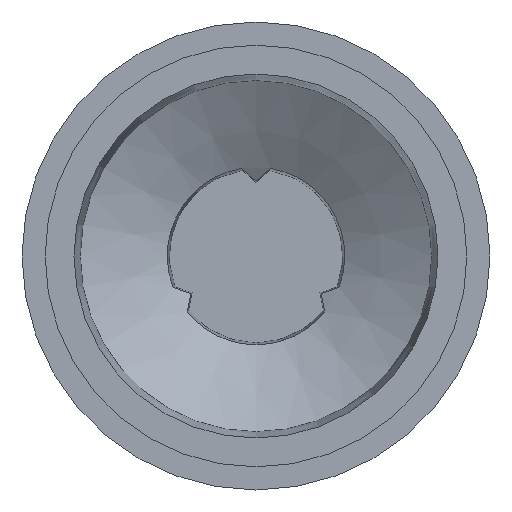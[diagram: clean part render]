
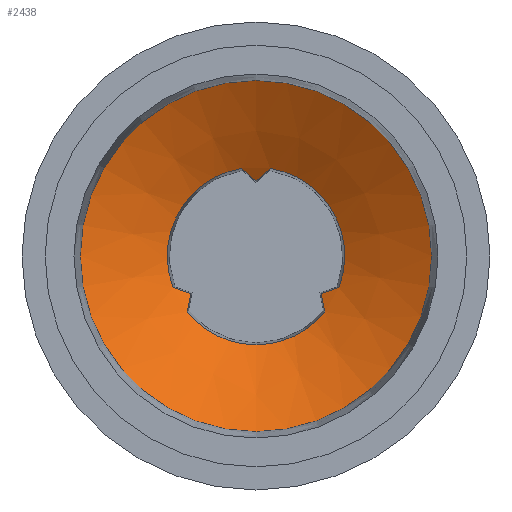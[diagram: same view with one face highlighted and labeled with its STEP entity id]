
A CAD part, front view. The second image highlights one B-rep face of the part: STEP entity #2438.
In plain terms, the highlighted conical face has half-angle 60 degrees and reference radius 4.576 mm.
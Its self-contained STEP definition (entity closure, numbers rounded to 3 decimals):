
#91=(
BOUNDED_CURVE()
B_SPLINE_CURVE(2,(#4196,#4197,#4198),.UNSPECIFIED.,.F.,.F.)
B_SPLINE_CURVE_WITH_KNOTS((3,3),(0.02,0.072),
 .UNSPECIFIED.)
CURVE()
GEOMETRIC_REPRESENTATION_ITEM()
RATIONAL_B_SPLINE_CURVE((1.048,1.108,1.155))
REPRESENTATION_ITEM('')
);
#93=(
BOUNDED_CURVE()
B_SPLINE_CURVE(2,(#4208,#4209,#4210),.UNSPECIFIED.,.F.,.F.)
B_SPLINE_CURVE_WITH_KNOTS((3,3),(0.484,0.536),
 .UNSPECIFIED.)
CURVE()
GEOMETRIC_REPRESENTATION_ITEM()
RATIONAL_B_SPLINE_CURVE((1.155,1.108,1.048))
REPRESENTATION_ITEM('')
);
#95=(
BOUNDED_CURVE()
B_SPLINE_CURVE(2,(#4219,#4220,#4221),.UNSPECIFIED.,.F.,.F.)
B_SPLINE_CURVE_WITH_KNOTS((3,3),(0.484,0.536),
 .UNSPECIFIED.)
CURVE()
GEOMETRIC_REPRESENTATION_ITEM()
RATIONAL_B_SPLINE_CURVE((1.155,1.108,1.048))
REPRESENTATION_ITEM('')
);
#97=(
BOUNDED_CURVE()
B_SPLINE_CURVE(2,(#4231,#4232,#4233),.UNSPECIFIED.,.F.,.F.)
B_SPLINE_CURVE_WITH_KNOTS((3,3),(0.02,0.072),
 .UNSPECIFIED.)
CURVE()
GEOMETRIC_REPRESENTATION_ITEM()
RATIONAL_B_SPLINE_CURVE((1.048,1.108,1.155))
REPRESENTATION_ITEM('')
);
#99=(
BOUNDED_CURVE()
B_SPLINE_CURVE(2,(#4242,#4243,#4244),.UNSPECIFIED.,.F.,.F.)
B_SPLINE_CURVE_WITH_KNOTS((3,3),(0.484,0.536),
 .UNSPECIFIED.)
CURVE()
GEOMETRIC_REPRESENTATION_ITEM()
RATIONAL_B_SPLINE_CURVE((1.155,1.108,1.048))
REPRESENTATION_ITEM('')
);
#101=(
BOUNDED_CURVE()
B_SPLINE_CURVE(2,(#4254,#4255,#4256),.UNSPECIFIED.,.F.,.F.)
B_SPLINE_CURVE_WITH_KNOTS((3,3),(0.02,0.072),
 .UNSPECIFIED.)
CURVE()
GEOMETRIC_REPRESENTATION_ITEM()
RATIONAL_B_SPLINE_CURVE((1.048,1.108,1.155))
REPRESENTATION_ITEM('')
);
#129=CONICAL_SURFACE('',#2713,4.576,1.047);
#349=FACE_OUTER_BOUND('',#474,.T.);
#474=EDGE_LOOP('',(#2085,#2086,#2087,#2088,#2089,#2090,#2091,#2092,#2093,
#2094,#2095,#2096,#2097));
#568=CIRCLE('',#2714,3.07);
#569=CIRCLE('',#2715,3.07);
#570=CIRCLE('',#2716,3.07);
#571=CIRCLE('',#2717,3.07);
#572=CIRCLE('',#2718,6.081);
#700=LINE('',#4269,#831);
#831=VECTOR('',#3357,4.576);
#1054=VERTEX_POINT('',#4194);
#1055=VERTEX_POINT('',#4195);
#1058=VERTEX_POINT('',#4207);
#1060=VERTEX_POINT('',#4217);
#1061=VERTEX_POINT('',#4218);
#1064=VERTEX_POINT('',#4230);
#1066=VERTEX_POINT('',#4240);
#1067=VERTEX_POINT('',#4241);
#1070=VERTEX_POINT('',#4253);
#1072=VERTEX_POINT('',#4263);
#1073=VERTEX_POINT('',#4268);
#1399=EDGE_CURVE('',#1054,#1055,#91,.T.);
#1403=EDGE_CURVE('',#1055,#1058,#93,.T.);
#1406=EDGE_CURVE('',#1060,#1061,#95,.T.);
#1410=EDGE_CURVE('',#1064,#1060,#97,.T.);
#1413=EDGE_CURVE('',#1066,#1067,#99,.T.);
#1417=EDGE_CURVE('',#1070,#1066,#101,.T.);
#1420=EDGE_CURVE('',#1061,#1072,#568,.T.);
#1421=EDGE_CURVE('',#1067,#1064,#569,.T.);
#1422=EDGE_CURVE('',#1058,#1070,#570,.T.);
#1423=EDGE_CURVE('',#1072,#1054,#571,.T.);
#1424=EDGE_CURVE('',#1072,#1073,#700,.T.);
#1425=EDGE_CURVE('',#1073,#1073,#572,.T.);
#2085=ORIENTED_EDGE('',*,*,#1420,.F.);
#2086=ORIENTED_EDGE('',*,*,#1406,.F.);
#2087=ORIENTED_EDGE('',*,*,#1410,.F.);
#2088=ORIENTED_EDGE('',*,*,#1421,.F.);
#2089=ORIENTED_EDGE('',*,*,#1413,.F.);
#2090=ORIENTED_EDGE('',*,*,#1417,.F.);
#2091=ORIENTED_EDGE('',*,*,#1422,.F.);
#2092=ORIENTED_EDGE('',*,*,#1403,.F.);
#2093=ORIENTED_EDGE('',*,*,#1399,.F.);
#2094=ORIENTED_EDGE('',*,*,#1423,.F.);
#2095=ORIENTED_EDGE('',*,*,#1424,.T.);
#2096=ORIENTED_EDGE('',*,*,#1425,.T.);
#2097=ORIENTED_EDGE('',*,*,#1424,.F.);
#2438=ADVANCED_FACE('',(#349),#129,.F.);
#2713=AXIS2_PLACEMENT_3D('',#4262,#3347,#3348);
#2714=AXIS2_PLACEMENT_3D('',#4264,#3349,#3350);
#2715=AXIS2_PLACEMENT_3D('',#4265,#3351,#3352);
#2716=AXIS2_PLACEMENT_3D('',#4266,#3353,#3354);
#2717=AXIS2_PLACEMENT_3D('',#4267,#3355,#3356);
#2718=AXIS2_PLACEMENT_3D('',#4270,#3358,#3359);
#3347=DIRECTION('center_axis',(0.,-1.,0.));
#3348=DIRECTION('ref_axis',(0.,0.,
1.));
#3349=DIRECTION('center_axis',(0.,-1.,0.));
#3350=DIRECTION('ref_axis',(1.,0.,0.));
#3351=DIRECTION('center_axis',(0.,-1.,0.));
#3352=DIRECTION('ref_axis',(1.,0.,0.));
#3353=DIRECTION('center_axis',(0.,-1.,0.));
#3354=DIRECTION('ref_axis',(1.,0.,0.));
#3355=DIRECTION('center_axis',(0.,-1.,0.));
#3356=DIRECTION('ref_axis',(1.,0.,0.));
#3357=DIRECTION('',(0.,-0.5,-0.866));
#3358=DIRECTION('center_axis',(0.,-1.,0.));
#3359=DIRECTION('ref_axis',(1.,0.,0.));
#4194=CARTESIAN_POINT('',(-1.385,-3.316,-13.199));
#4195=CARTESIAN_POINT('',(-1.511,-3.047,-12.562));
#4196=CARTESIAN_POINT('Ctrl Pts',(-1.385,-3.316,-13.199));
#4197=CARTESIAN_POINT('Ctrl Pts',(-1.453,-3.16,-12.855));
#4198=CARTESIAN_POINT('Ctrl Pts',(-1.511,-3.047,-12.562));
#4207=CARTESIAN_POINT('',(-0.896,-3.316,-12.354));
#4208=CARTESIAN_POINT('Ctrl Pts',(-1.511,-3.047,-12.562));
#4209=CARTESIAN_POINT('Ctrl Pts',(-1.229,-3.16,-12.467));
#4210=CARTESIAN_POINT('Ctrl Pts',(-0.896,-3.316,
-12.354));
#4217=CARTESIAN_POINT('',(-6.02,-3.047,-12.562));
#4218=CARTESIAN_POINT('',(-6.147,-3.316,-13.199));
#4219=CARTESIAN_POINT('Ctrl Pts',(-6.02,-3.047,-12.562));
#4220=CARTESIAN_POINT('Ctrl Pts',(-6.078,-3.16,-12.855));
#4221=CARTESIAN_POINT('Ctrl Pts',(-6.147,-3.316,-13.199));
#4230=CARTESIAN_POINT('',(-6.635,-3.316,-12.354));
#4231=CARTESIAN_POINT('Ctrl Pts',(-6.635,-3.316,-12.354));
#4232=CARTESIAN_POINT('Ctrl Pts',(-6.302,-3.16,-12.467));
#4233=CARTESIAN_POINT('Ctrl Pts',(-6.02,-3.047,-12.562));
#4240=CARTESIAN_POINT('',(-3.766,-3.047,-8.658));
#4241=CARTESIAN_POINT('',(-4.254,-3.316,-8.23));
#4242=CARTESIAN_POINT('Ctrl Pts',(-3.766,-3.047,-8.658));
#4243=CARTESIAN_POINT('Ctrl Pts',(-3.99,-3.16,-8.461));
#4244=CARTESIAN_POINT('Ctrl Pts',(-4.254,-3.316,-8.23));
#4253=CARTESIAN_POINT('',(-3.277,-3.316,-8.23));
#4254=CARTESIAN_POINT('Ctrl Pts',(-3.277,-3.316,-8.23));
#4255=CARTESIAN_POINT('Ctrl Pts',(-3.542,-3.16,-8.461));
#4256=CARTESIAN_POINT('Ctrl Pts',(-3.766,-3.047,-8.658));
#4262=CARTESIAN_POINT('Origin',(-3.766,-4.185,-11.261));
#4263=CARTESIAN_POINT('',(-3.766,-3.316,-14.331));
#4264=CARTESIAN_POINT('Origin',(-3.766,-3.316,-11.261));
#4265=CARTESIAN_POINT('Origin',(-3.766,-3.316,-11.261));
#4266=CARTESIAN_POINT('Origin',(-3.766,-3.316,-11.261));
#4267=CARTESIAN_POINT('Origin',(-3.766,-3.316,-11.261));
#4268=CARTESIAN_POINT('',(-3.766,-5.055,-17.342));
#4269=CARTESIAN_POINT('',(-3.766,-4.185,-15.837));
#4270=CARTESIAN_POINT('Origin',(-3.766,-5.055,-11.261));
